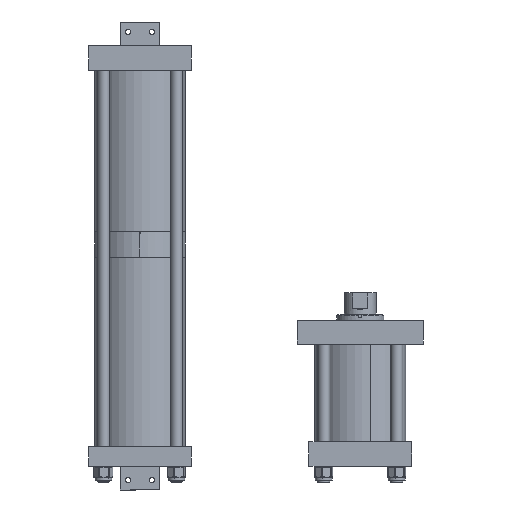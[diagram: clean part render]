
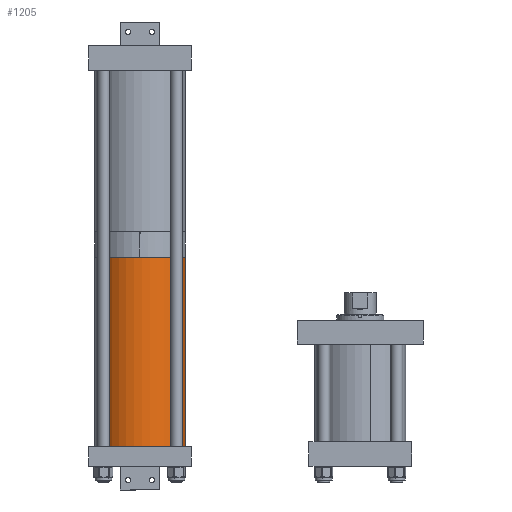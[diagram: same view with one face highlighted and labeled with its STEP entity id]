
A CAD part, front view. The second image highlights one B-rep face of the part: STEP entity #1205.
In plain terms, the highlighted cylindrical face has radius 73.025 mm (diameter 146.05 mm), a partial arc.
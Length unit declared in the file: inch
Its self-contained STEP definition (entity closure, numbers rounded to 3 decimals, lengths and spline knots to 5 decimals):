
#136 = DIRECTION ( 'NONE',  ( -1., 0., 0. ) ) ;
#628 = CARTESIAN_POINT ( 'NONE',  ( 12., 0., 2.875 ) ) ;
#737 = FACE_OUTER_BOUND ( 'NONE', #6492, .T. ) ;
#1007 = AXIS2_PLACEMENT_3D ( 'NONE', #3157, #12000, #5188 ) ;
#1143 = CARTESIAN_POINT ( 'NONE',  ( 0., 0., 2.875 ) ) ;
#1205 = ADVANCED_FACE ( 'NONE', ( #737 ), #2005, .T. ) ;
#1353 = LINE ( 'NONE', #10228, #2121 ) ;
#1736 = ORIENTED_EDGE ( 'NONE', *, *, #12644, .F. ) ;
#2005 = CYLINDRICAL_SURFACE ( 'NONE', #15411, 2.875 ) ;
#2121 = VECTOR ( 'NONE', #3376, 39.37008 ) ;
#2450 = CARTESIAN_POINT ( 'NONE',  ( 0., 0., -2.875 ) ) ;
#2672 = VERTEX_POINT ( 'NONE', #628 ) ;
#3157 = CARTESIAN_POINT ( 'NONE',  ( 12., 0., 0. ) ) ;
#3352 = CARTESIAN_POINT ( 'NONE',  ( 0., 0., 0. ) ) ;
#3376 = DIRECTION ( 'NONE',  ( -1., 0., 0. ) ) ;
#3802 = CIRCLE ( 'NONE', #1007, 2.875 ) ;
#4026 = DIRECTION ( 'NONE',  ( -1., 0., 0. ) ) ;
#4072 = ORIENTED_EDGE ( 'NONE', *, *, #11303, .F. ) ;
#5188 = DIRECTION ( 'NONE',  ( 0., 0., -1. ) ) ;
#5390 = DIRECTION ( 'NONE',  ( 0., 0., -1. ) ) ;
#6465 = EDGE_CURVE ( 'NONE', #14840, #13786, #1353, .T. ) ;
#6492 = EDGE_LOOP ( 'NONE', ( #1736, #13699, #6655, #4072 ) ) ;
#6655 = ORIENTED_EDGE ( 'NONE', *, *, #7770, .T. ) ;
#6938 = CARTESIAN_POINT ( 'NONE',  ( 12., 0., 2.875 ) ) ;
#7770 = EDGE_CURVE ( 'NONE', #13786, #12456, #15184, .T. ) ;
#9465 = VECTOR ( 'NONE', #136, 39.37008 ) ;
#10228 = CARTESIAN_POINT ( 'NONE',  ( 12., 0., -2.875 ) ) ;
#10872 = CARTESIAN_POINT ( 'NONE',  ( 12., 0., 0. ) ) ;
#11303 = EDGE_CURVE ( 'NONE', #2672, #12456, #13813, .T. ) ;
#12000 = DIRECTION ( 'NONE',  ( 1., 0., 0. ) ) ;
#12207 = DIRECTION ( 'NONE',  ( 1., 0., 0. ) ) ;
#12340 = AXIS2_PLACEMENT_3D ( 'NONE', #3352, #12207, #5390 ) ;
#12456 = VERTEX_POINT ( 'NONE', #1143 ) ;
#12644 = EDGE_CURVE ( 'NONE', #14840, #2672, #3802, .T. ) ;
#12891 = DIRECTION ( 'NONE',  ( 0., 0., 1. ) ) ;
#13699 = ORIENTED_EDGE ( 'NONE', *, *, #6465, .T. ) ;
#13786 = VERTEX_POINT ( 'NONE', #2450 ) ;
#13813 = LINE ( 'NONE', #6938, #9465 ) ;
#14747 = CARTESIAN_POINT ( 'NONE',  ( 12., 0., -2.875 ) ) ;
#14840 = VERTEX_POINT ( 'NONE', #14747 ) ;
#15184 = CIRCLE ( 'NONE', #12340, 2.875 ) ;
#15411 = AXIS2_PLACEMENT_3D ( 'NONE', #10872, #4026, #12891 ) ;
